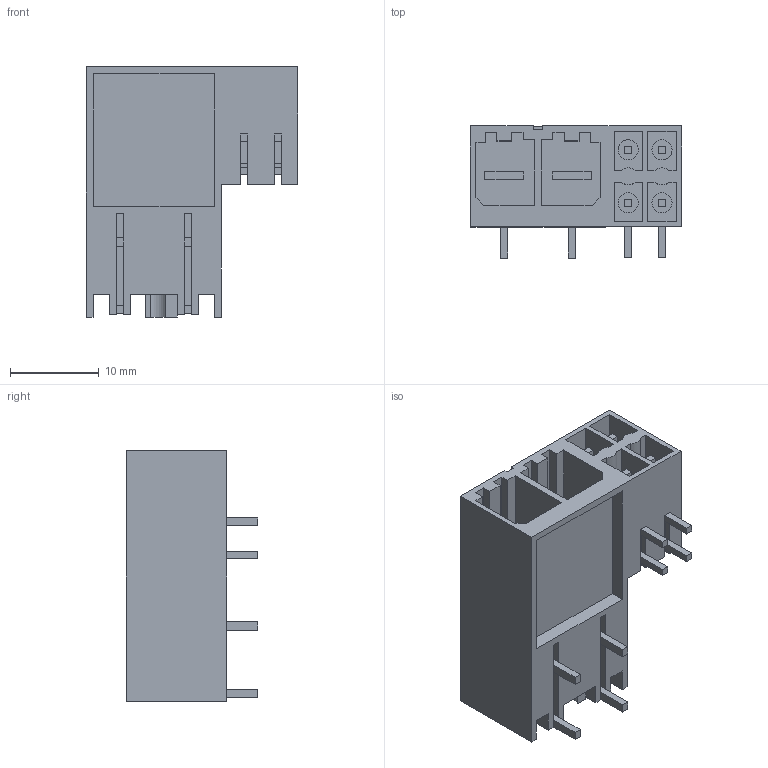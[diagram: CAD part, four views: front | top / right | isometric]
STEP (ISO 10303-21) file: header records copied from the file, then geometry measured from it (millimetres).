
FILE_DESCRIPTION(('CATIA V5R24 STEP','CAx-IF Rec.Pracs.--- Model Styling and Organization---1.2---2011-12-15'),'2;1');
FILE_NAME ('D1448398_0', '2017-05-10T09:53:21+00:00', ('Weidmueller Interface'), ('Weidmueller'), 'CATIA Version 5-6 Release 2014 SP4 HF52', 'CATIA V5 STEP AP214', 'none');
FILE_SCHEMA(('AUTOMOTIVE_DESIGN { 1 0 10303 214 1 1 1 1 }'));
Length unit declared in the file: millimetre
Products named in the file (1): 1089840000
Bounding box: 23.83 x 14.9 x 28.3 mm (x, y, z)
Volume: 3336 mm3; surface area: 5558.7 mm2
Topology: 7 solids, 7 shells, 372 faces, 1048 edges, 697 vertices
Faces by surface type: plane 318, cylinder 54
Entity records: 11483 total; most frequent: ORIENTED_EDGE 2096, CARTESIAN_POINT 2008, DIRECTION 1538, EDGE_CURVE 1048, VECTOR 936, LINE 936, VERTEX_POINT 697, EDGE_LOOP 391
